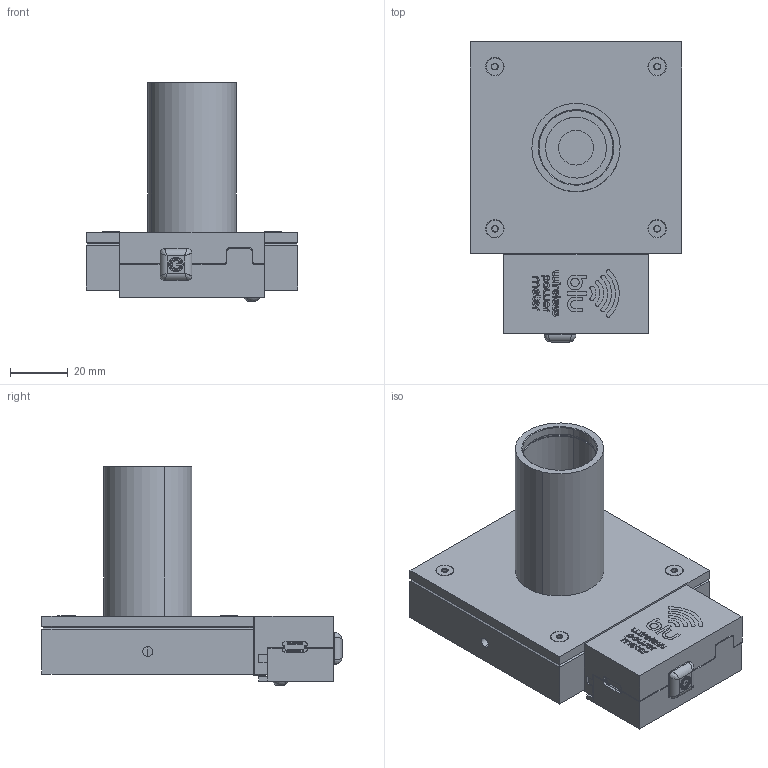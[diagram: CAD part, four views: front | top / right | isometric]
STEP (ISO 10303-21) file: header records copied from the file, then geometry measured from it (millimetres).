
FILE_DESCRIPTION (( 'STEP AP214' ), '1' );
FILE_NAME ('XLP12-3S-H2-BLU.STEP', '2019-03-25T19:49:02', ( '' ), ( '' ), 'SwSTEP 2.0', 'SolidWorks 2018', '' );
FILE_SCHEMA (( 'AUTOMOTIVE_DESIGN' ));
Length unit declared in the file: millimetre
Products named in the file (1): XLP12-3S-H2-BLU
Bounding box: 73 x 103.57 x 75.5 mm (x, y, z)
Volume: 111061.4 mm3; surface area: 51984.7 mm2
Topology: 9 solids, 12 shells, 1268 faces, 3396 edges, 2199 vertices
Faces by surface type: cylinder 449, plane 444, bspline 261, cone 106, sphere 4, torus 4
Entity records: 63611 total; most frequent: CARTESIAN_POINT 21263, ORIENTED_EDGE 6752, DIRECTION 4657, EDGE_CURVE 3376, VERTEX_POINT 2199, VECTOR 1757, LINE 1757, AXIS2_PLACEMENT_3D 1450
